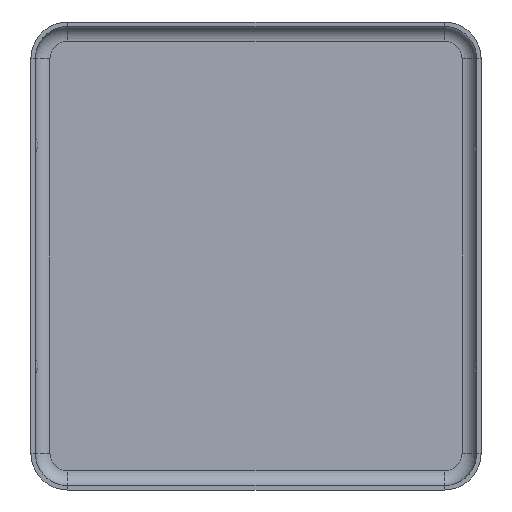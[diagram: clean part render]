
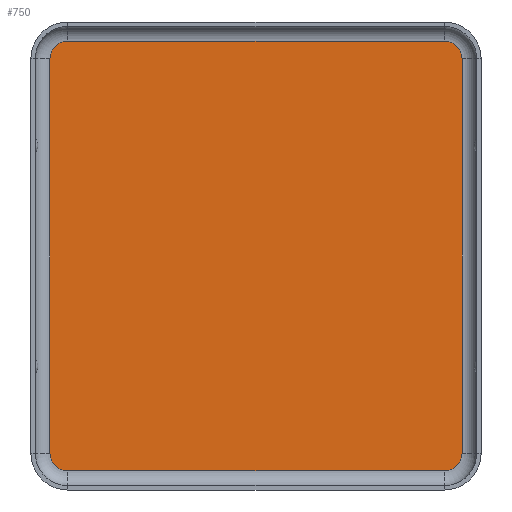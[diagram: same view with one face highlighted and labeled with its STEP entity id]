
A CAD part, front view. The second image highlights one B-rep face of the part: STEP entity #750.
In plain terms, the highlighted planar face has unit normal (0, -1, 0).
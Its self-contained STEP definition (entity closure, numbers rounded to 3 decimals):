
#16 = DIRECTION ( 'NONE',  ( 0., -1., 0. ) ) ;
#30 = DIRECTION ( 'NONE',  ( 0., 0., -1. ) ) ;
#35 = DIRECTION ( 'NONE',  ( 0., 0., -1. ) ) ;
#38 = ORIENTED_EDGE ( 'NONE', *, *, #649, .F. ) ;
#45 = VERTEX_POINT ( 'NONE', #129 ) ;
#110 = CARTESIAN_POINT ( 'NONE',  ( -12.8, 0., -14.6 ) ) ;
#129 = CARTESIAN_POINT ( 'NONE',  ( 14., 0., -13.4 ) ) ;
#156 = CARTESIAN_POINT ( 'NONE',  ( 14., 0., 0. ) ) ;
#173 = DIRECTION ( 'NONE',  ( 0., 1., 0. ) ) ;
#202 = ORIENTED_EDGE ( 'NONE', *, *, #270, .T. ) ;
#213 = VECTOR ( 'NONE', #1197, 1000. ) ;
#225 = CARTESIAN_POINT ( 'NONE',  ( -14., 0., -13.4 ) ) ;
#252 = VERTEX_POINT ( 'NONE', #1289 ) ;
#264 = DIRECTION ( 'NONE',  ( 0., 0., 1. ) ) ;
#270 = EDGE_CURVE ( 'NONE', #1100, #810, #364, .T. ) ;
#272 = EDGE_CURVE ( 'NONE', #1100, #45, #345, .T. ) ;
#294 = ORIENTED_EDGE ( 'NONE', *, *, #805, .F. ) ;
#311 = CARTESIAN_POINT ( 'NONE',  ( 12.8, 0., -13.4 ) ) ;
#345 = LINE ( 'NONE', #156, #1572 ) ;
#351 = EDGE_CURVE ( 'NONE', #1378, #535, #1303, .T. ) ;
#357 = VECTOR ( 'NONE', #1358, 1000. ) ;
#364 = CIRCLE ( 'NONE', #1546, 1.2 ) ;
#416 = EDGE_CURVE ( 'NONE', #252, #1378, #656, .T. ) ;
#418 = AXIS2_PLACEMENT_3D ( 'NONE', #1312, #173, #1320 ) ;
#424 = VECTOR ( 'NONE', #453, 1000. ) ;
#432 = DIRECTION ( 'NONE',  ( 0., 0., 1. ) ) ;
#453 = DIRECTION ( 'NONE',  ( 0., 0., -1. ) ) ;
#535 = VERTEX_POINT ( 'NONE', #110 ) ;
#546 = CARTESIAN_POINT ( 'NONE',  ( 12.8, 0., -13.4 ) ) ;
#564 = ORIENTED_EDGE ( 'NONE', *, *, #351, .T. ) ;
#618 = VERTEX_POINT ( 'NONE', #1127 ) ;
#649 = EDGE_CURVE ( 'NONE', #252, #1416, #674, .T. ) ;
#656 = LINE ( 'NONE', #961, #424 ) ;
#665 = AXIS2_PLACEMENT_3D ( 'NONE', #1505, #16, #264 ) ;
#674 = CIRCLE ( 'NONE', #418, 1.2 ) ;
#689 = CIRCLE ( 'NONE', #1271, 1.2 ) ;
#698 = CARTESIAN_POINT ( 'NONE',  ( -12.8, 0., 14.6 ) ) ;
#701 = ORIENTED_EDGE ( 'NONE', *, *, #416, .T. ) ;
#702 = ORIENTED_EDGE ( 'NONE', *, *, #734, .T. ) ;
#734 = EDGE_CURVE ( 'NONE', #810, #1416, #1504, .T. ) ;
#750 = ADVANCED_FACE ( 'NONE', ( #1182 ), #1297, .T. ) ;
#777 = DIRECTION ( 'NONE',  ( 0., -1., 0. ) ) ;
#797 = CARTESIAN_POINT ( 'NONE',  ( 14., 0., 13.4 ) ) ;
#805 = EDGE_CURVE ( 'NONE', #45, #618, #689, .T. ) ;
#810 = VERTEX_POINT ( 'NONE', #1566 ) ;
#915 = ORIENTED_EDGE ( 'NONE', *, *, #1619, .F. ) ;
#961 = CARTESIAN_POINT ( 'NONE',  ( -14., 0., 0. ) ) ;
#1037 = LINE ( 'NONE', #1611, #357 ) ;
#1050 = CARTESIAN_POINT ( 'NONE',  ( 12.8, 0., 14.6 ) ) ;
#1059 = DIRECTION ( 'NONE',  ( 0., 0., -1. ) ) ;
#1100 = VERTEX_POINT ( 'NONE', #797 ) ;
#1127 = CARTESIAN_POINT ( 'NONE',  ( 12.8, 0., -14.6 ) ) ;
#1182 = FACE_OUTER_BOUND ( 'NONE', #1195, .T. ) ;
#1193 = ORIENTED_EDGE ( 'NONE', *, *, #272, .F. ) ;
#1195 = EDGE_LOOP ( 'NONE', ( #915, #294, #1193, #202, #702, #38, #701, #564 ) ) ;
#1197 = DIRECTION ( 'NONE',  ( -1., 0., 0. ) ) ;
#1204 = DIRECTION ( 'NONE',  ( 0., 1., 0. ) ) ;
#1271 = AXIS2_PLACEMENT_3D ( 'NONE', #311, #1204, #432 ) ;
#1289 = CARTESIAN_POINT ( 'NONE',  ( -14., 0., 13.4 ) ) ;
#1297 = PLANE ( 'NONE',  #1349 ) ;
#1303 = CIRCLE ( 'NONE', #665, 1.2 ) ;
#1312 = CARTESIAN_POINT ( 'NONE',  ( -12.8, 0., 13.4 ) ) ;
#1320 = DIRECTION ( 'NONE',  ( 0., 0., -1. ) ) ;
#1349 = AXIS2_PLACEMENT_3D ( 'NONE', #546, #1420, #1059 ) ;
#1358 = DIRECTION ( 'NONE',  ( -1., 0., 0. ) ) ;
#1378 = VERTEX_POINT ( 'NONE', #225 ) ;
#1416 = VERTEX_POINT ( 'NONE', #698 ) ;
#1420 = DIRECTION ( 'NONE',  ( 0., -1., 0. ) ) ;
#1504 = LINE ( 'NONE', #1050, #213 ) ;
#1505 = CARTESIAN_POINT ( 'NONE',  ( -12.8, 0., -13.4 ) ) ;
#1530 = CARTESIAN_POINT ( 'NONE',  ( 12.8, 0., 13.4 ) ) ;
#1546 = AXIS2_PLACEMENT_3D ( 'NONE', #1530, #777, #30 ) ;
#1566 = CARTESIAN_POINT ( 'NONE',  ( 12.8, 0., 14.6 ) ) ;
#1572 = VECTOR ( 'NONE', #35, 1000. ) ;
#1611 = CARTESIAN_POINT ( 'NONE',  ( 12.8, 0., -14.6 ) ) ;
#1619 = EDGE_CURVE ( 'NONE', #618, #535, #1037, .T. ) ;
